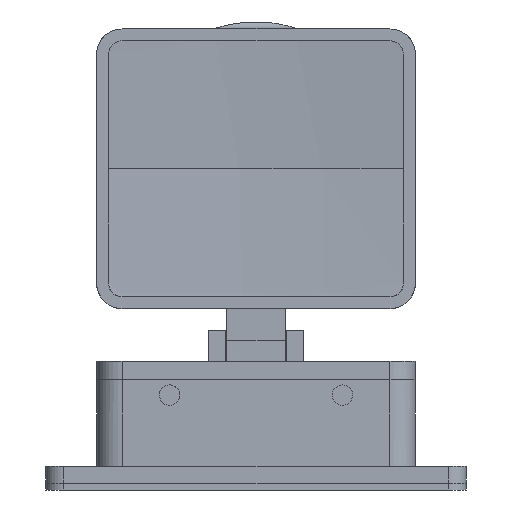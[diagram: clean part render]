
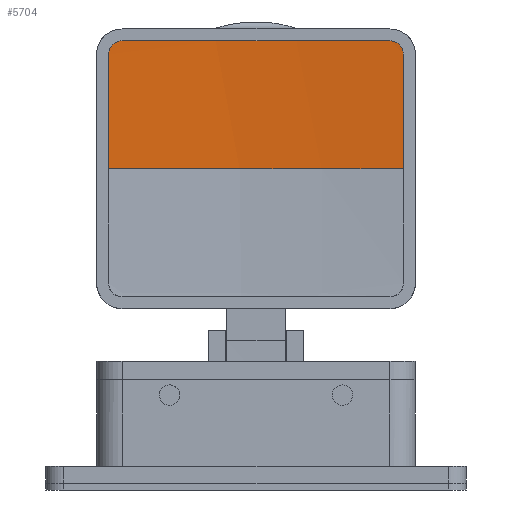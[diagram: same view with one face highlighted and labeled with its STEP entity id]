
A CAD part, left-side view. The second image highlights one B-rep face of the part: STEP entity #5704.
In plain terms, the highlighted face is a revolution surface.
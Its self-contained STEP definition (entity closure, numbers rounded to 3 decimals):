
#5259=CARTESIAN_POINT('Control Point',(111.532,50.09,132.5)) ;
#5260=CARTESIAN_POINT('Control Point',(111.627,54.853,132.5)) ;
#5261=CARTESIAN_POINT('Control Point',(111.675,59.617,132.5)) ;
#5262=CARTESIAN_POINT('Control Point',(111.675,64.383,132.5)) ;
#5263=CARTESIAN_POINT('Control Point',(111.627,69.147,132.5)) ;
#5264=CARTESIAN_POINT('Control Point',(111.532,73.91,132.5)) ;
#5265=CARTESIAN_POINT('Vertex',(111.531,50.09,132.5)) ;
#5267=CARTESIAN_POINT('Vertex',(111.531,73.91,132.5)) ;
#5271=CARTESIAN_POINT('Control Point',(110.337,22.5,132.5)) ;
#5272=CARTESIAN_POINT('Control Point',(110.704,28.011,132.5)) ;
#5273=CARTESIAN_POINT('Control Point',(111.007,33.527,132.5)) ;
#5274=CARTESIAN_POINT('Control Point',(111.246,39.047,132.5)) ;
#5275=CARTESIAN_POINT('Control Point',(111.421,44.568,132.5)) ;
#5276=CARTESIAN_POINT('Control Point',(111.532,50.09,132.5)) ;
#5277=CARTESIAN_POINT('Vertex',(110.337,22.5,132.5)) ;
#5289=CARTESIAN_POINT('Vertex',(110.337,101.5,132.5)) ;
#5293=CARTESIAN_POINT('Control Point',(111.532,73.91,132.5)) ;
#5294=CARTESIAN_POINT('Control Point',(111.421,79.432,132.5)) ;
#5295=CARTESIAN_POINT('Control Point',(111.246,84.953,132.5)) ;
#5296=CARTESIAN_POINT('Control Point',(111.007,90.473,132.5)) ;
#5297=CARTESIAN_POINT('Control Point',(110.704,95.989,132.5)) ;
#5298=CARTESIAN_POINT('Control Point',(110.337,101.5,132.5)) ;
#5317=CARTESIAN_POINT('Control Point',(110.337,22.5,132.5)) ;
#5318=CARTESIAN_POINT('Control Point',(110.285,21.715,132.5)) ;
#5319=CARTESIAN_POINT('Control Point',(110.249,20.929,132.294)) ;
#5320=CARTESIAN_POINT('Control Point',(110.234,20.227,131.884)) ;
#5321=CARTESIAN_POINT('Control Point',(110.24,19.672,131.328)) ;
#5322=CARTESIAN_POINT('Vertex',(110.24,19.672,131.328)) ;
#5343=CARTESIAN_POINT('Control Point',(110.24,19.672,131.328)) ;
#5344=CARTESIAN_POINT('Control Point',(110.247,19.116,130.772)) ;
#5345=CARTESIAN_POINT('Control Point',(110.273,18.705,130.07)) ;
#5346=CARTESIAN_POINT('Control Point',(110.32,18.5,129.285)) ;
#5347=CARTESIAN_POINT('Control Point',(110.38,18.5,128.5)) ;
#5348=CARTESIAN_POINT('Vertex',(110.38,18.5,128.5)) ;
#5376=CARTESIAN_POINT('Control Point',(110.38,18.5,128.5)) ;
#5377=CARTESIAN_POINT('Control Point',(110.892,18.5,121.763)) ;
#5378=CARTESIAN_POINT('Control Point',(111.277,18.5,115.016)) ;
#5379=CARTESIAN_POINT('Control Point',(111.533,18.5,108.263)) ;
#5380=CARTESIAN_POINT('Control Point',(111.661,18.5,101.506)) ;
#5381=CARTESIAN_POINT('Control Point',(111.661,18.5,94.75)) ;
#5382=CARTESIAN_POINT('Vertex',(111.661,18.5,94.75)) ;
#5544=CARTESIAN_POINT('Vertex',(111.661,105.5,94.75)) ;
#5548=CARTESIAN_POINT('Control Point',(111.661,105.5,94.75)) ;
#5549=CARTESIAN_POINT('Control Point',(111.661,105.5,101.506)) ;
#5550=CARTESIAN_POINT('Control Point',(111.533,105.5,108.263)) ;
#5551=CARTESIAN_POINT('Control Point',(111.277,105.5,115.016)) ;
#5552=CARTESIAN_POINT('Control Point',(110.892,105.5,121.763)) ;
#5553=CARTESIAN_POINT('Control Point',(110.38,105.5,128.5)) ;
#5554=CARTESIAN_POINT('Vertex',(110.38,105.5,128.5)) ;
#5576=CARTESIAN_POINT('Control Point',(110.38,105.5,128.5)) ;
#5577=CARTESIAN_POINT('Control Point',(110.32,105.5,129.285)) ;
#5578=CARTESIAN_POINT('Control Point',(110.273,105.295,130.07)) ;
#5579=CARTESIAN_POINT('Control Point',(110.247,104.884,130.772)) ;
#5580=CARTESIAN_POINT('Control Point',(110.24,104.328,131.328)) ;
#5581=CARTESIAN_POINT('Vertex',(110.24,104.328,131.328)) ;
#5602=CARTESIAN_POINT('Control Point',(110.24,104.328,131.328)) ;
#5603=CARTESIAN_POINT('Control Point',(110.234,103.773,131.884)) ;
#5604=CARTESIAN_POINT('Control Point',(110.249,103.071,132.294)) ;
#5605=CARTESIAN_POINT('Control Point',(110.285,102.285,132.5)) ;
#5606=CARTESIAN_POINT('Control Point',(110.337,101.5,132.5)) ;
#5678=CARTESIAN_POINT('Control Point',(111.653,105.617,94.75)) ;
#5679=CARTESIAN_POINT('Control Point',(113.779,76.628,94.75)) ;
#5680=CARTESIAN_POINT('Control Point',(113.781,47.484,94.75)) ;
#5681=CARTESIAN_POINT('Control Point',(111.661,18.495,94.75)) ;
#5682=CARTESIAN_POINT('Axis1P Location',(-333.25,62.,94.75)) ;
#5687=CARTESIAN_POINT('Control Point',(111.662,105.5,94.75)) ;
#5688=CARTESIAN_POINT('Control Point',(113.778,76.552,94.75)) ;
#5689=CARTESIAN_POINT('Control Point',(113.778,47.448,94.75)) ;
#5690=CARTESIAN_POINT('Control Point',(111.662,18.5,94.75)) ;
#5683=DIRECTION('Axis1P Direction',(0.,1.,0.)) ;
#5684=AXIS1_PLACEMENT('Revolution Surface Axis1P',#5682,#5683) ;
#5693=ORIENTED_EDGE('',*,*,#5384,.F.) ;
#5694=ORIENTED_EDGE('',*,*,#5350,.F.) ;
#5695=ORIENTED_EDGE('',*,*,#5324,.F.) ;
#5696=ORIENTED_EDGE('',*,*,#5279,.T.) ;
#5697=ORIENTED_EDGE('',*,*,#5269,.T.) ;
#5698=ORIENTED_EDGE('',*,*,#5299,.T.) ;
#5699=ORIENTED_EDGE('',*,*,#5607,.F.) ;
#5700=ORIENTED_EDGE('',*,*,#5583,.F.) ;
#5701=ORIENTED_EDGE('',*,*,#5556,.F.) ;
#5702=ORIENTED_EDGE('',*,*,#5691,.T.) ;
#5704=ADVANCED_FACE('Housing.2',(#5703),#5685,.T.) ;
#5258=B_SPLINE_CURVE_WITH_KNOTS('',5,(#5259,#5260,#5261,#5262,#5263,#5264),.UNSPECIFIED.,.F.,.U.,(6,6),(0.,33.689),.UNSPECIFIED.) ;
#5270=B_SPLINE_CURVE_WITH_KNOTS('',5,(#5271,#5272,#5273,#5274,#5275,#5276),.UNSPECIFIED.,.F.,.U.,(6,6),(0.,39.058),.UNSPECIFIED.) ;
#5292=B_SPLINE_CURVE_WITH_KNOTS('',5,(#5293,#5294,#5295,#5296,#5297,#5298),.UNSPECIFIED.,.F.,.U.,(6,6),(0.,39.058),.UNSPECIFIED.) ;
#5316=B_SPLINE_CURVE_WITH_KNOTS('',4,(#5317,#5318,#5319,#5320,#5321),.UNSPECIFIED.,.F.,.U.,(5,5),(0.,4.568),.UNSPECIFIED.) ;
#5342=B_SPLINE_CURVE_WITH_KNOTS('',4,(#5343,#5344,#5345,#5346,#5347),.UNSPECIFIED.,.F.,.U.,(5,5),(0.,4.571),.UNSPECIFIED.) ;
#5375=B_SPLINE_CURVE_WITH_KNOTS('',5,(#5376,#5377,#5378,#5379,#5380,#5381),.UNSPECIFIED.,.F.,.U.,(6,6),(0.,47.798),.UNSPECIFIED.) ;
#5547=B_SPLINE_CURVE_WITH_KNOTS('',5,(#5548,#5549,#5550,#5551,#5552,#5553),.UNSPECIFIED.,.F.,.U.,(6,6),(47.798,95.597),.UNSPECIFIED.) ;
#5575=B_SPLINE_CURVE_WITH_KNOTS('',4,(#5576,#5577,#5578,#5579,#5580),.UNSPECIFIED.,.F.,.U.,(5,5),(0.,4.571),.UNSPECIFIED.) ;
#5601=B_SPLINE_CURVE_WITH_KNOTS('',4,(#5602,#5603,#5604,#5605,#5606),.UNSPECIFIED.,.F.,.U.,(5,5),(0.,4.568),.UNSPECIFIED.) ;
#5677=B_SPLINE_CURVE_WITH_KNOTS('',3,(#5678,#5679,#5680,#5681),.UNSPECIFIED.,.F.,.U.,(4,4),(898.565,985.843),.UNSPECIFIED.) ;
#5686=B_SPLINE_CURVE_WITH_KNOTS('',3,(#5687,#5688,#5689,#5690),.UNSPECIFIED.,.F.,.U.,(4,4),(898.682,985.838),.UNSPECIFIED.) ;
#5269=EDGE_CURVE('',#5266,#5268,#5258,.T.) ;
#5279=EDGE_CURVE('',#5278,#5266,#5270,.T.) ;
#5299=EDGE_CURVE('',#5268,#5290,#5292,.T.) ;
#5324=EDGE_CURVE('',#5278,#5323,#5316,.T.) ;
#5350=EDGE_CURVE('',#5323,#5349,#5342,.T.) ;
#5384=EDGE_CURVE('',#5349,#5383,#5375,.T.) ;
#5556=EDGE_CURVE('',#5545,#5555,#5547,.T.) ;
#5583=EDGE_CURVE('',#5555,#5582,#5575,.T.) ;
#5607=EDGE_CURVE('',#5582,#5290,#5601,.T.) ;
#5691=EDGE_CURVE('',#5545,#5383,#5686,.T.) ;
#5692=EDGE_LOOP('',(#5693,#5694,#5695,#5696,#5697,#5698,#5699,#5700,#5701,#5702)) ;
#5703=FACE_OUTER_BOUND('',#5692,.T.) ;
#5685=SURFACE_OF_REVOLUTION('Surface of Revolution',#5677,#5684) ;
#5266=VERTEX_POINT('',#5265) ;
#5268=VERTEX_POINT('',#5267) ;
#5278=VERTEX_POINT('',#5277) ;
#5290=VERTEX_POINT('',#5289) ;
#5323=VERTEX_POINT('',#5322) ;
#5349=VERTEX_POINT('',#5348) ;
#5383=VERTEX_POINT('',#5382) ;
#5545=VERTEX_POINT('',#5544) ;
#5555=VERTEX_POINT('',#5554) ;
#5582=VERTEX_POINT('',#5581) ;
